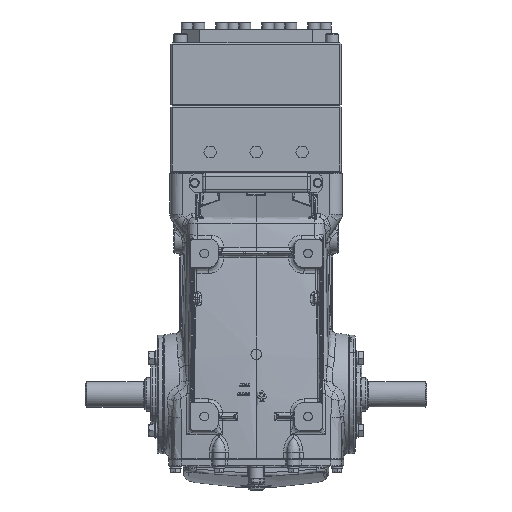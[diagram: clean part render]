
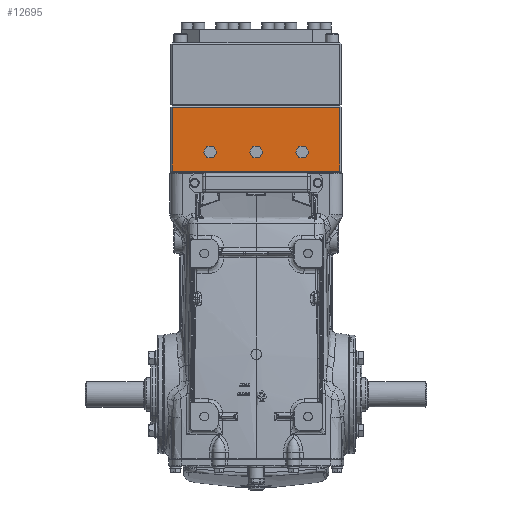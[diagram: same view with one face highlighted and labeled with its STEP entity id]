
A CAD part, front view. The second image highlights one B-rep face of the part: STEP entity #12695.
In plain terms, the highlighted planar face has unit normal (0, -1, 0).
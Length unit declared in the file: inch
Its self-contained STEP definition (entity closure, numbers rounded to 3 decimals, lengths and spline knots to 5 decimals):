
#313 = DIRECTION ( 'NONE',  ( 0., -1., 0. ) ) ;
#977 = ORIENTED_EDGE ( 'NONE', *, *, #94497, .F. ) ;
#2097 = CARTESIAN_POINT ( 'NONE',  ( -4.52756, -3.93701, 15.31496 ) ) ;
#4650 = ORIENTED_EDGE ( 'NONE', *, *, #116944, .F. ) ;
#9302 = AXIS2_PLACEMENT_3D ( 'NONE', #24255, #60649, #97083 ) ;
#10227 = DIRECTION ( 'NONE',  ( 0., 0., -1. ) ) ;
#11048 = FACE_BOUND ( 'NONE', #27061, .T. ) ;
#11724 = AXIS2_PLACEMENT_3D ( 'NONE', #28854, #65234, #101672 ) ;
#12695 = ADVANCED_FACE ( 'NONE', ( #56385, #92817, #11048, #47452 ), #83876, .F. ) ;
#14341 = ORIENTED_EDGE ( 'NONE', *, *, #114568, .T. ) ;
#15224 = CARTESIAN_POINT ( 'NONE',  ( 4.44882, -3.93701, 15.23622 ) ) ;
#15345 = CIRCLE ( 'NONE', #82066, 0.24581 ) ;
#16999 = ORIENTED_EDGE ( 'NONE', *, *, #74417, .T. ) ;
#17941 = EDGE_CURVE ( 'NONE', #64075, #65568, #40768, .T. ) ;
#18158 = LINE ( 'NONE', #54539, #31815 ) ;
#18919 = CARTESIAN_POINT ( 'NONE',  ( 2.44094, -3.93701, 12.60852 ) ) ;
#24255 = CARTESIAN_POINT ( 'NONE',  ( 2.44094, -3.93701, 12.85433 ) ) ;
#26333 = DIRECTION ( 'NONE',  ( -1., 0., 0. ) ) ;
#27061 = EDGE_LOOP ( 'NONE', ( #4650, #57786 ) ) ;
#28854 = CARTESIAN_POINT ( 'NONE',  ( 0., -3.93701, 12.85433 ) ) ;
#29877 = ORIENTED_EDGE ( 'NONE', *, *, #49154, .F. ) ;
#31815 = VECTOR ( 'NONE', #90981, 39.37008 ) ;
#32580 = EDGE_CURVE ( 'NONE', #85752, #46676, #116077, .T. ) ;
#32617 = CIRCLE ( 'NONE', #99362, 0.24581 ) ;
#33143 = VERTEX_POINT ( 'NONE', #55068 ) ;
#33725 = LINE ( 'NONE', #70110, #83609 ) ;
#36727 = DIRECTION ( 'NONE',  ( 0., 0., -1. ) ) ;
#36927 = EDGE_CURVE ( 'NONE', #93909, #112467, #15345, .T. ) ;
#37891 = EDGE_CURVE ( 'NONE', #33143, #71068, #32617, .T. ) ;
#38516 = DIRECTION ( 'NONE',  ( 0., 1., 0. ) ) ;
#39180 = CARTESIAN_POINT ( 'NONE',  ( -2.44094, -3.93701, 12.85433 ) ) ;
#40768 = LINE ( 'NONE', #77172, #86196 ) ;
#41218 = CARTESIAN_POINT ( 'NONE',  ( -2.44094, -3.93701, 12.60852 ) ) ;
#41243 = AXIS2_PLACEMENT_3D ( 'NONE', #39180, #75573, #111992 ) ;
#43934 = CARTESIAN_POINT ( 'NONE',  ( 2.44094, -3.93701, 12.85433 ) ) ;
#46676 = VERTEX_POINT ( 'NONE', #18919 ) ;
#47452 = FACE_OUTER_BOUND ( 'NONE', #111277, .T. ) ;
#49154 = EDGE_CURVE ( 'NONE', #71068, #33143, #63171, .T. ) ;
#50150 = EDGE_LOOP ( 'NONE', ( #78792, #977 ) ) ;
#53809 = ORIENTED_EDGE ( 'NONE', *, *, #58652, .T. ) ;
#54539 = CARTESIAN_POINT ( 'NONE',  ( 4.44882, -3.93701, 15.31496 ) ) ;
#55068 = CARTESIAN_POINT ( 'NONE',  ( 0., -3.93701, 12.60852 ) ) ;
#55561 = CARTESIAN_POINT ( 'NONE',  ( -2.44094, -3.93701, 12.85433 ) ) ;
#56385 = FACE_BOUND ( 'NONE', #50150, .T. ) ;
#57786 = ORIENTED_EDGE ( 'NONE', *, *, #32580, .F. ) ;
#58515 = VERTEX_POINT ( 'NONE', #15224 ) ;
#58652 = EDGE_CURVE ( 'NONE', #86673, #58515, #18158, .T. ) ;
#60649 = DIRECTION ( 'NONE',  ( 0., -1., 0. ) ) ;
#60741 = CIRCLE ( 'NONE', #9302, 0.24581 ) ;
#61741 = ORIENTED_EDGE ( 'NONE', *, *, #17941, .T. ) ;
#63171 = CIRCLE ( 'NONE', #11724, 0.24581 ) ;
#64075 = VERTEX_POINT ( 'NONE', #109373 ) ;
#64563 = AXIS2_PLACEMENT_3D ( 'NONE', #43934, #80341, #116760 ) ;
#65234 = DIRECTION ( 'NONE',  ( 0., -1., 0. ) ) ;
#65568 = VERTEX_POINT ( 'NONE', #91218 ) ;
#70110 = CARTESIAN_POINT ( 'NONE',  ( 4.52756, -3.93701, 11.85039 ) ) ;
#71068 = VERTEX_POINT ( 'NONE', #101911 ) ;
#71408 = CARTESIAN_POINT ( 'NONE',  ( 4.44882, -3.93701, 11.85039 ) ) ;
#71693 = LINE ( 'NONE', #108113, #99964 ) ;
#74417 = EDGE_CURVE ( 'NONE', #58515, #64075, #71693, .T. ) ;
#74916 = DIRECTION ( 'NONE',  ( 0., 0., 1. ) ) ;
#75573 = DIRECTION ( 'NONE',  ( 0., -1., 0. ) ) ;
#77172 = CARTESIAN_POINT ( 'NONE',  ( -4.44882, -3.93701, 15.31496 ) ) ;
#77435 = CIRCLE ( 'NONE', #41243, 0.24581 ) ;
#78792 = ORIENTED_EDGE ( 'NONE', *, *, #36927, .F. ) ;
#80341 = DIRECTION ( 'NONE',  ( 0., -1., 0. ) ) ;
#80912 = AXIS2_PLACEMENT_3D ( 'NONE', #2097, #38516, #74916 ) ;
#82066 = AXIS2_PLACEMENT_3D ( 'NONE', #55561, #91995, #10227 ) ;
#82091 = CARTESIAN_POINT ( 'NONE',  ( 0., -3.93701, 12.85433 ) ) ;
#83609 = VECTOR ( 'NONE', #106532, 39.37008 ) ;
#83876 = PLANE ( 'NONE',  #80912 ) ;
#84603 = CARTESIAN_POINT ( 'NONE',  ( 2.44094, -3.93701, 13.10015 ) ) ;
#85752 = VERTEX_POINT ( 'NONE', #84603 ) ;
#86196 = VECTOR ( 'NONE', #113581, 39.37008 ) ;
#86673 = VERTEX_POINT ( 'NONE', #71408 ) ;
#90981 = DIRECTION ( 'NONE',  ( 0., 0., 1. ) ) ;
#91218 = CARTESIAN_POINT ( 'NONE',  ( -4.44882, -3.93701, 11.85039 ) ) ;
#91995 = DIRECTION ( 'NONE',  ( 0., -1., 0. ) ) ;
#92817 = FACE_BOUND ( 'NONE', #95882, .T. ) ;
#93909 = VERTEX_POINT ( 'NONE', #41218 ) ;
#94497 = EDGE_CURVE ( 'NONE', #112467, #93909, #77435, .T. ) ;
#95882 = EDGE_LOOP ( 'NONE', ( #107846, #29877 ) ) ;
#97083 = DIRECTION ( 'NONE',  ( 0., 0., -1. ) ) ;
#99362 = AXIS2_PLACEMENT_3D ( 'NONE', #82091, #313, #36727 ) ;
#99964 = VECTOR ( 'NONE', #26333, 39.37008 ) ;
#101672 = DIRECTION ( 'NONE',  ( 0., 0., -1. ) ) ;
#101911 = CARTESIAN_POINT ( 'NONE',  ( 0., -3.93701, 13.10015 ) ) ;
#106532 = DIRECTION ( 'NONE',  ( 1., 0., 0. ) ) ;
#107846 = ORIENTED_EDGE ( 'NONE', *, *, #37891, .F. ) ;
#108113 = CARTESIAN_POINT ( 'NONE',  ( -4.52756, -3.93701, 15.23622 ) ) ;
#109373 = CARTESIAN_POINT ( 'NONE',  ( -4.44882, -3.93701, 15.23622 ) ) ;
#110586 = CARTESIAN_POINT ( 'NONE',  ( -2.44094, -3.93701, 13.10015 ) ) ;
#111277 = EDGE_LOOP ( 'NONE', ( #14341, #53809, #16999, #61741 ) ) ;
#111992 = DIRECTION ( 'NONE',  ( 0., 0., -1. ) ) ;
#112467 = VERTEX_POINT ( 'NONE', #110586 ) ;
#113581 = DIRECTION ( 'NONE',  ( 0., 0., -1. ) ) ;
#114568 = EDGE_CURVE ( 'NONE', #65568, #86673, #33725, .T. ) ;
#116077 = CIRCLE ( 'NONE', #64563, 0.24581 ) ;
#116760 = DIRECTION ( 'NONE',  ( 0., 0., -1. ) ) ;
#116944 = EDGE_CURVE ( 'NONE', #46676, #85752, #60741, .T. ) ;
